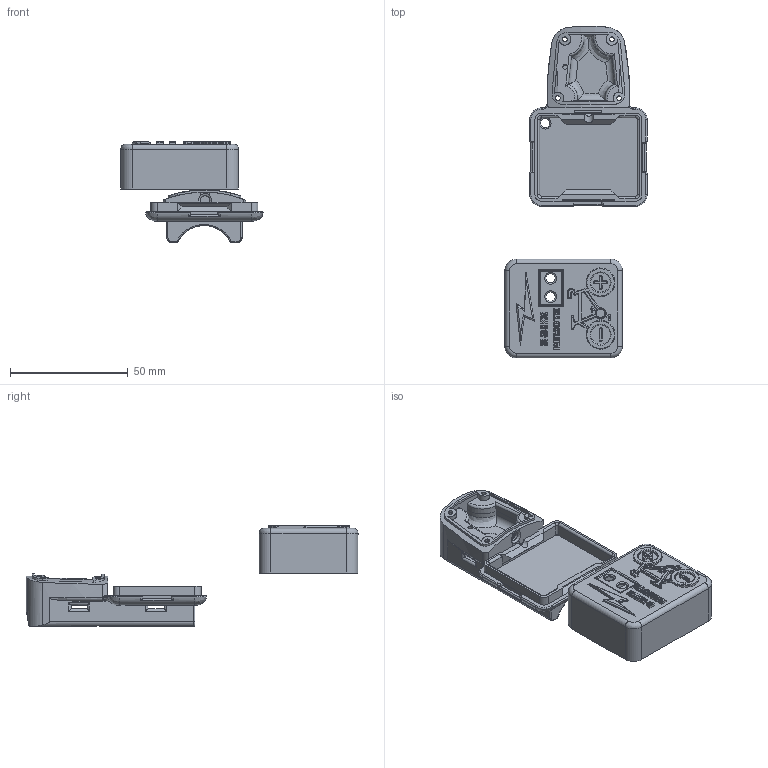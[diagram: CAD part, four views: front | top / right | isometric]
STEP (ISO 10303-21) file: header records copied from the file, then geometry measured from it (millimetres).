
FILE_DESCRIPTION(/* description */ (''),/* implementation_level */ '2;1');
FILE_NAME(/* name */ 'TSDZ2 remote box -25MM v36.step',/* time_stamp */ '2021-04-05T18:42:48-04:00',/* author */ (''),/* organization */ (''),/* preprocessor_version */ 'ST-DEVELOPER v18.1',/* originating_system */ 'Autodesk Translation Framework v9.10.0.1330',/* authorisation */ '');
FILE_SCHEMA (('AUTOMOTIVE_DESIGN { 1 0 10303 214 3 1 1 }'));
Length unit declared in the file: millimetre
Products named in the file (5): TSDZ2 remote box -25MM; LED Box Enclosure; LED Box Case; LED Box Top Cover; Component91
Assembly tree (4 placements, depth 3):
  TSDZ2 remote box -25MM
    LED Box Enclosure
      LED Box Case
      LED Box Top Cover
    Component91
Bounding box: 60.5 x 141.13 x 42.93 mm (x, y, z)
Volume: 36329.7 mm3; surface area: 26384.6 mm2
Topology: 5 solids, 5 shells, 921 faces, 2339 edges, 1449 vertices
Faces by surface type: cylinder 364, plane 350, bspline 141, torus 63, sphere 3
Full cylindrical faces by diameter (mm): 1.911 x1, 1.925 x1, 1.947 x1, 2 x2, 2.021 x1, 2.08 x1, 3.555 x1, 4 x6, 8.296 x2
Entity records: 36269 total; most frequent: CARTESIAN_POINT 14774, ORIENTED_EDGE 4674, DIRECTION 4099, EDGE_CURVE 2337, VERTEX_POINT 1449, AXIS2_PLACEMENT_3D 1411, LINE 1277, VECTOR 1277
